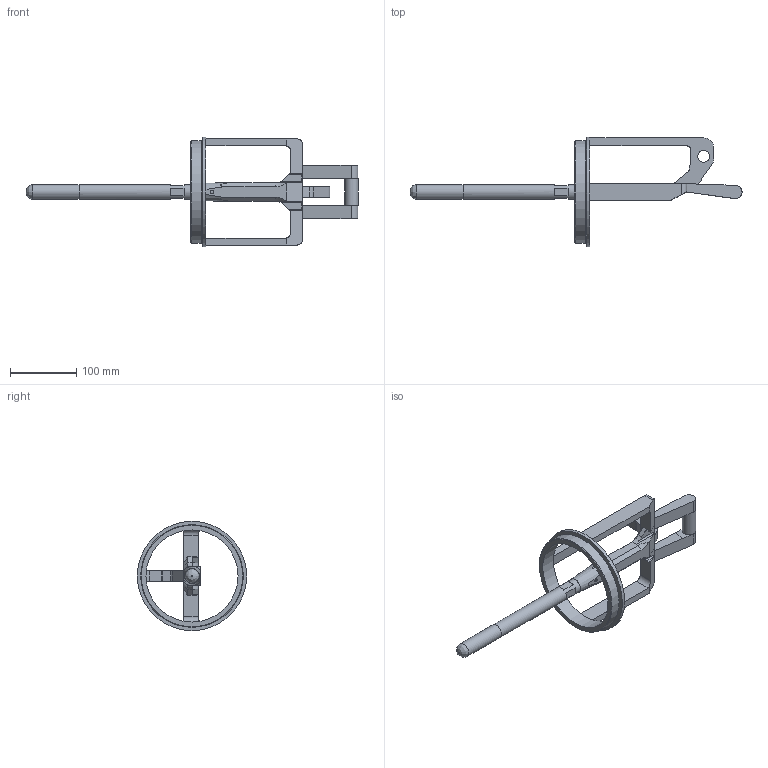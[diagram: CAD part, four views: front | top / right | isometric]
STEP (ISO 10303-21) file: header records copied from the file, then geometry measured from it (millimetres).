
FILE_DESCRIPTION( ( 'STEP AP203' ), '1' );
FILE_NAME( 'Passive.step', ' ', ( ' ' ), ( ' ' ), 'PSStep 18.0.1', ' ', ' ' );
FILE_SCHEMA( ( 'AUTOMOTIVE_DESIGN { 1 0 10303 214 1 1 1 1 }' ) );
Length unit declared in the file: metre
Products named in the file (11): Assem1
Assembly tree (10 placements, depth 3):
  Assem1
    (unnamed)
      (unnamed)
      (unnamed)
      (unnamed)
      (unnamed)
      (unnamed)
      (unnamed)
      (unnamed)
      (unnamed)
      (unnamed)
Bounding box: 501.12 x 165 x 165 mm (x, y, z)
Volume: 524253.4 mm3; surface area: 136899.5 mm2
Topology: 8 solids, 8 shells, 131 faces, 320 edges, 213 vertices
Faces by surface type: plane 86, cylinder 33, cone 8, torus 3, bspline 1
Full cylindrical faces by diameter (mm): 4.917 x2, 12 x2, 14 x1, 14.376 x2, 16 x1, 18 x1, 20 x1, 22 x2, 139 x1, 155 x1, 165 x1
Entity records: 6705 total; most frequent: CARTESIAN_POINT 1093, DIRECTION 636, ORIENTED_EDGE 562, STYLED_ITEM 413, PRESENTATION_STYLE_ASSIGNMENT 413, COLOUR_RGB 413, CURVE_STYLE 282, DRAUGHTING_PRE_DEFINED_CURVE_FONT 282
